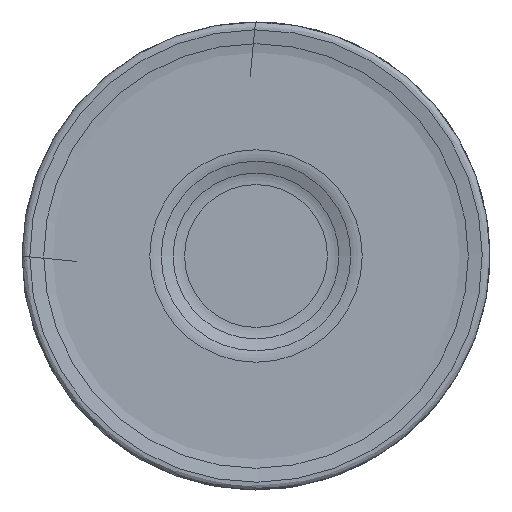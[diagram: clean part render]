
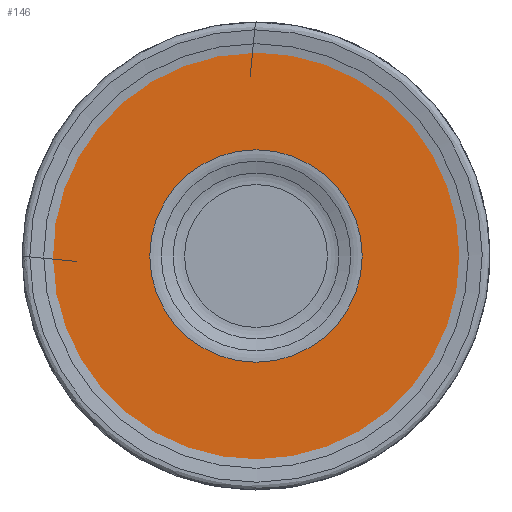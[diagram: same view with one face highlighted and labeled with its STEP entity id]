
A CAD part, left-side view. The second image highlights one B-rep face of the part: STEP entity #146.
In plain terms, the highlighted planar face has unit normal (-1, 0, 0).
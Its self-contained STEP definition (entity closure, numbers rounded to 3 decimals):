
#35=PLANE('',#701);
#76=FACE_BOUND('',#252,.T.);
#77=FACE_BOUND('',#253,.T.);
#146=ADVANCED_FACE('',(#76,#77),#35,.F.);
#252=EDGE_LOOP('',(#434));
#253=EDGE_LOOP('',(#435));
#434=ORIENTED_EDGE('',*,*,#566,.F.);
#435=ORIENTED_EDGE('',*,*,#567,.T.);
#491=VERTEX_POINT('',#1368);
#492=VERTEX_POINT('',#1371);
#566=EDGE_CURVE('',#491,#491,#625,.T.);
#567=EDGE_CURVE('',#492,#492,#626,.T.);
#625=CIRCLE('',#698,6.353);
#626=CIRCLE('',#700,12.7);
#698=AXIS2_PLACEMENT_3D('',#1367,#861,#862);
#700=AXIS2_PLACEMENT_3D('',#1370,#865,#866);
#701=AXIS2_PLACEMENT_3D('',#1372,#867,#868);
#861=DIRECTION('',(-1.,0.,0.));
#862=DIRECTION('',(0.,0.,1.));
#865=DIRECTION('',(-1.,0.,0.));
#866=DIRECTION('',(0.,0.,1.));
#867=DIRECTION('',(1.,0.,0.));
#868=DIRECTION('',(0.,0.,-1.));
#1367=CARTESIAN_POINT('',(0.25,0.,0.));
#1368=CARTESIAN_POINT('',(0.25,0.,6.353));
#1370=CARTESIAN_POINT('',(0.25,0.,0.));
#1371=CARTESIAN_POINT('',(0.25,0.,12.7));
#1372=CARTESIAN_POINT('',(0.25,12.7,0.));
